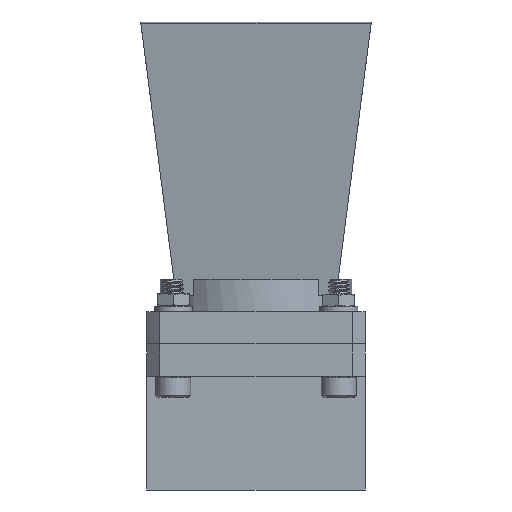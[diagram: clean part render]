
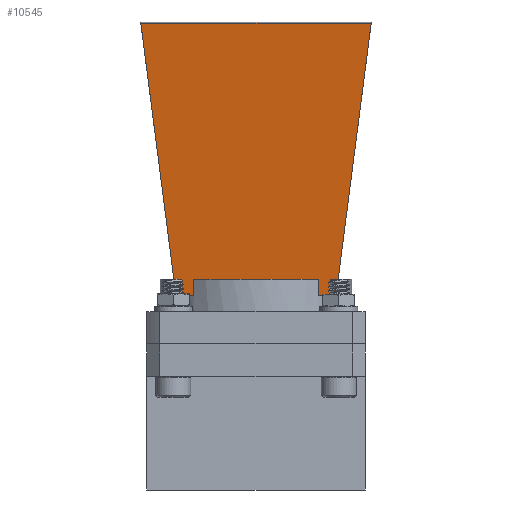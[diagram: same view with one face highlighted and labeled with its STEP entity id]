
A CAD part, front view. The second image highlights one B-rep face of the part: STEP entity #10545.
In plain terms, the highlighted face is planar.
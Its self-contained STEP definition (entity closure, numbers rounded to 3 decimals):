
#60 = CARTESIAN_POINT ( 'NONE',  ( -16.301, 14.02, 9.225 ) ) ;
#151 = CARTESIAN_POINT ( 'NONE',  ( -16.13, 12.7, 9.031 ) ) ;
#317 = DIRECTION ( 'NONE',  ( 0.127, -0.981, -0.144 ) ) ;
#346 = EDGE_CURVE ( 'NONE', #6031, #2151, #1386, .T. ) ;
#401 = CARTESIAN_POINT ( 'NONE',  ( -12.243, 9.525, 8.565 ) ) ;
#975 = DIRECTION ( 'NONE',  ( 0., -0.989, -0.145 ) ) ;
#1084 = ORIENTED_EDGE ( 'NONE', *, *, #346, .F. ) ;
#1092 = CARTESIAN_POINT ( 'NONE',  ( 14.605, 9.525, 8.565 ) ) ;
#1149 = CARTESIAN_POINT ( 'NONE',  ( -14.605, 12.095, 8.942 ) ) ;
#1259 = VERTEX_POINT ( 'NONE', #11010 ) ;
#1272 = FACE_OUTER_BOUND ( 'NONE', #6925, .T. ) ;
#1288 = CARTESIAN_POINT ( 'NONE',  ( 14.605, 12.7, 9.031 ) ) ;
#1310 = DIRECTION ( 'NONE',  ( -1., 0., 0. ) ) ;
#1386 = LINE ( 'NONE', #401, #10465 ) ;
#1523 = VERTEX_POINT ( 'NONE', #1092 ) ;
#1547 = VERTEX_POINT ( 'NONE', #151 ) ;
#1971 = LINE ( 'NONE', #1149, #3040 ) ;
#2091 = DIRECTION ( 'NONE',  ( 0., 0.989, 0.145 ) ) ;
#2105 = LINE ( 'NONE', #2997, #9819 ) ;
#2151 = VERTEX_POINT ( 'NONE', #8421 ) ;
#2453 = ORIENTED_EDGE ( 'NONE', *, *, #4001, .F. ) ;
#2491 = VECTOR ( 'NONE', #7929, 1000. ) ;
#2759 = LINE ( 'NONE', #60, #6735 ) ;
#2997 = CARTESIAN_POINT ( 'NONE',  ( -34.945, 12.7, 9.031 ) ) ;
#3019 = EDGE_CURVE ( 'NONE', #7550, #1523, #7159, .T. ) ;
#3034 = CARTESIAN_POINT ( 'NONE',  ( -76.981, 63., 16.414 ) ) ;
#3040 = VECTOR ( 'NONE', #2091, 1000. ) ;
#3077 = PLANE ( 'NONE',  #10002 ) ;
#3195 = VERTEX_POINT ( 'NONE', #7947 ) ;
#3207 = ORIENTED_EDGE ( 'NONE', *, *, #5353, .F. ) ;
#3234 = CARTESIAN_POINT ( 'NONE',  ( -34.945, 12.7, 9.031 ) ) ;
#3271 = EDGE_CURVE ( 'NONE', #7550, #5932, #2105, .T. ) ;
#3465 = CARTESIAN_POINT ( 'NONE',  ( 16.301, 14.02, 9.225 ) ) ;
#3578 = EDGE_CURVE ( 'NONE', #1547, #4170, #10366, .T. ) ;
#3714 = EDGE_CURVE ( 'NONE', #3959, #1547, #2759, .T. ) ;
#3787 = EDGE_CURVE ( 'NONE', #2151, #4170, #1971, .T. ) ;
#3790 = LINE ( 'NONE', #10552, #4594 ) ;
#3853 = DIRECTION ( 'NONE',  ( 0., -0.989, -0.145 ) ) ;
#3946 = LINE ( 'NONE', #5013, #9553 ) ;
#3959 = VERTEX_POINT ( 'NONE', #4972 ) ;
#4001 = EDGE_CURVE ( 'NONE', #7513, #7551, #3946, .T. ) ;
#4170 = VERTEX_POINT ( 'NONE', #9461 ) ;
#4594 = VECTOR ( 'NONE', #6432, 1000. ) ;
#4653 = VECTOR ( 'NONE', #10934, 1000. ) ;
#4785 = LINE ( 'NONE', #11043, #4653 ) ;
#4871 = DIRECTION ( 'NONE',  ( 0., 0.989, 0.145 ) ) ;
#4910 = LINE ( 'NONE', #3034, #8652 ) ;
#4972 = CARTESIAN_POINT ( 'NONE',  ( -22.625, 63., 16.414 ) ) ;
#5013 = CARTESIAN_POINT ( 'NONE',  ( 12.243, 12.095, 8.942 ) ) ;
#5062 = LINE ( 'NONE', #10826, #7601 ) ;
#5353 = EDGE_CURVE ( 'NONE', #1259, #6031, #3790, .T. ) ;
#5672 = CARTESIAN_POINT ( 'NONE',  ( 16.13, 12.7, 9.031 ) ) ;
#5754 = ORIENTED_EDGE ( 'NONE', *, *, #3787, .F. ) ;
#5932 = VERTEX_POINT ( 'NONE', #5672 ) ;
#6031 = VERTEX_POINT ( 'NONE', #8312 ) ;
#6426 = CARTESIAN_POINT ( 'NONE',  ( 12.243, 12.7, 9.031 ) ) ;
#6432 = DIRECTION ( 'NONE',  ( 0., -0.989, -0.145 ) ) ;
#6537 = ORIENTED_EDGE ( 'NONE', *, *, #10143, .F. ) ;
#6688 = DIRECTION ( 'NONE',  ( 1., 0., 0. ) ) ;
#6735 = VECTOR ( 'NONE', #317, 1000. ) ;
#6856 = EDGE_CURVE ( 'NONE', #1259, #7551, #5062, .T. ) ;
#6925 = EDGE_LOOP ( 'NONE', ( #7564, #7504, #5754, #1084, #3207, #10581, #2453, #7997, #8645, #10019, #6537, #7129 ) ) ;
#7129 = ORIENTED_EDGE ( 'NONE', *, *, #8683, .F. ) ;
#7159 = LINE ( 'NONE', #7573, #10642 ) ;
#7177 = CARTESIAN_POINT ( 'NONE',  ( 12.243, 9.525, 8.565 ) ) ;
#7239 = CARTESIAN_POINT ( 'NONE',  ( -76.981, 6.35, 8.099 ) ) ;
#7504 = ORIENTED_EDGE ( 'NONE', *, *, #3578, .T. ) ;
#7513 = VERTEX_POINT ( 'NONE', #7177 ) ;
#7547 = VECTOR ( 'NONE', #6688, 1000. ) ;
#7550 = VERTEX_POINT ( 'NONE', #1288 ) ;
#7551 = VERTEX_POINT ( 'NONE', #6426 ) ;
#7564 = ORIENTED_EDGE ( 'NONE', *, *, #3714, .T. ) ;
#7573 = CARTESIAN_POINT ( 'NONE',  ( 14.605, 12.095, 8.942 ) ) ;
#7601 = VECTOR ( 'NONE', #9091, 1000. ) ;
#7870 = EDGE_CURVE ( 'NONE', #1523, #7513, #4785, .T. ) ;
#7929 = DIRECTION ( 'NONE',  ( -0.127, -0.981, -0.144 ) ) ;
#7947 = CARTESIAN_POINT ( 'NONE',  ( 22.625, 63., 16.414 ) ) ;
#7997 = ORIENTED_EDGE ( 'NONE', *, *, #7870, .F. ) ;
#8162 = DIRECTION ( 'NONE',  ( 1., 0., 0. ) ) ;
#8168 = DIRECTION ( 'NONE',  ( 0., -0.145, 0.989 ) ) ;
#8312 = CARTESIAN_POINT ( 'NONE',  ( -12.243, 9.525, 8.565 ) ) ;
#8421 = CARTESIAN_POINT ( 'NONE',  ( -14.605, 9.525, 8.565 ) ) ;
#8624 = LINE ( 'NONE', #3465, #2491 ) ;
#8645 = ORIENTED_EDGE ( 'NONE', *, *, #3019, .F. ) ;
#8652 = VECTOR ( 'NONE', #8162, 1000. ) ;
#8683 = EDGE_CURVE ( 'NONE', #3959, #3195, #4910, .T. ) ;
#9091 = DIRECTION ( 'NONE',  ( 1., 0., 0. ) ) ;
#9461 = CARTESIAN_POINT ( 'NONE',  ( -14.605, 12.7, 9.031 ) ) ;
#9553 = VECTOR ( 'NONE', #4871, 1000. ) ;
#9819 = VECTOR ( 'NONE', #10674, 1000. ) ;
#10002 = AXIS2_PLACEMENT_3D ( 'NONE', #7239, #8168, #3853 ) ;
#10019 = ORIENTED_EDGE ( 'NONE', *, *, #3271, .T. ) ;
#10143 = EDGE_CURVE ( 'NONE', #3195, #5932, #8624, .T. ) ;
#10366 = LINE ( 'NONE', #3234, #7547 ) ;
#10465 = VECTOR ( 'NONE', #1310, 1000. ) ;
#10545 = ADVANCED_FACE ( 'NONE', ( #1272 ), #3077, .T. ) ;
#10552 = CARTESIAN_POINT ( 'NONE',  ( -12.243, 12.095, 8.942 ) ) ;
#10581 = ORIENTED_EDGE ( 'NONE', *, *, #6856, .T. ) ;
#10642 = VECTOR ( 'NONE', #975, 1000. ) ;
#10674 = DIRECTION ( 'NONE',  ( 1., 0., 0. ) ) ;
#10826 = CARTESIAN_POINT ( 'NONE',  ( -34.945, 12.7, 9.031 ) ) ;
#10934 = DIRECTION ( 'NONE',  ( -1., 0., 0. ) ) ;
#11010 = CARTESIAN_POINT ( 'NONE',  ( -12.243, 12.7, 9.031 ) ) ;
#11043 = CARTESIAN_POINT ( 'NONE',  ( 12.243, 9.525, 8.565 ) ) ;
